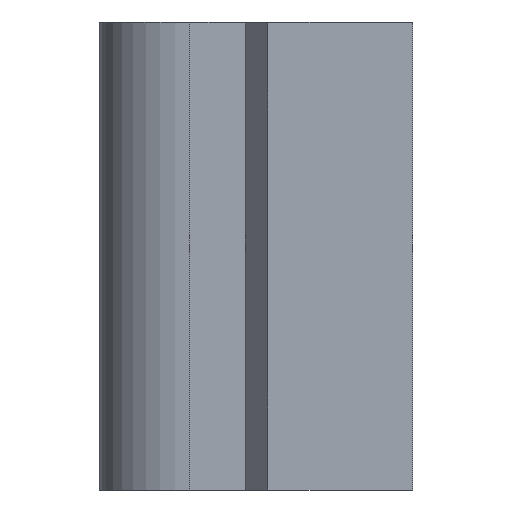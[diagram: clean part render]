
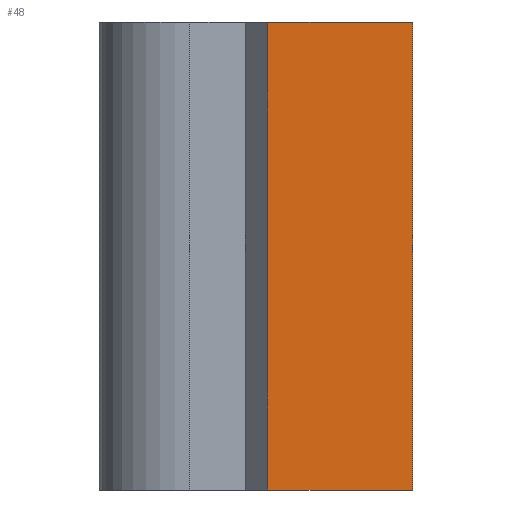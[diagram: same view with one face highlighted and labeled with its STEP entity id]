
A CAD part, left-side view. The second image highlights one B-rep face of the part: STEP entity #48.
In plain terms, the highlighted planar face has unit normal (-1, 0, 0).
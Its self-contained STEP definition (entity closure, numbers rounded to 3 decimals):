
#19 = EDGE_CURVE ( 'NONE', #103, #106, #2095, .T. ) ;
#37 = EDGE_CURVE ( 'NONE', #349, #321, #2034, .T. ) ;
#48 = ADVANCED_FACE ( 'NONE', ( #1989 ), #1988, .F. ) ;
#103 = VERTEX_POINT ( 'NONE', #1747 ) ;
#106 = VERTEX_POINT ( 'NONE', #1757 ) ;
#182 = EDGE_LOOP ( 'NONE', ( #1768, #1751, #1746, #1745 ) ) ;
#321 = VERTEX_POINT ( 'NONE', #1675 ) ;
#349 = VERTEX_POINT ( 'NONE', #1643 ) ;
#456 = AXIS2_PLACEMENT_3D ( 'NONE', #1996, #1986, #1985 ) ;
#477 = VECTOR ( 'NONE', #2024, 1000. ) ;
#496 = VECTOR ( 'NONE', #2081, 1000. ) ;
#699 = EDGE_CURVE ( 'NONE', #106, #349, #1082, .T. ) ;
#700 = EDGE_CURVE ( 'NONE', #321, #103, #1069, .T. ) ;
#857 = VECTOR ( 'NONE', #1058, 1000. ) ;
#946 = VECTOR ( 'NONE', #1072, 1000. ) ;
#1058 = DIRECTION ( 'NONE',  ( 0., 1., 0. ) ) ;
#1062 = CARTESIAN_POINT ( 'NONE',  ( 25.433, 30.903, 32.377 ) ) ;
#1069 = LINE ( 'NONE', #1062, #857 ) ;
#1072 = DIRECTION ( 'NONE',  ( 0., -1., 0. ) ) ;
#1075 = CARTESIAN_POINT ( 'NONE',  ( 25.433, 30.903, -9.623 ) ) ;
#1082 = LINE ( 'NONE', #1075, #946 ) ;
#1643 = CARTESIAN_POINT ( 'NONE',  ( 25.433, 30.903, -9.623 ) ) ;
#1675 = CARTESIAN_POINT ( 'NONE',  ( 25.433, 30.903, 32.377 ) ) ;
#1745 = ORIENTED_EDGE ( 'NONE', *, *, #19, .T. ) ;
#1746 = ORIENTED_EDGE ( 'NONE', *, *, #700, .T. ) ;
#1747 = CARTESIAN_POINT ( 'NONE',  ( 25.433, 43.903, 32.377 ) ) ;
#1751 = ORIENTED_EDGE ( 'NONE', *, *, #37, .T. ) ;
#1757 = CARTESIAN_POINT ( 'NONE',  ( 25.433, 43.903, -9.623 ) ) ;
#1768 = ORIENTED_EDGE ( 'NONE', *, *, #699, .T. ) ;
#1985 = DIRECTION ( 'NONE',  ( 0., 0., -1. ) ) ;
#1986 = DIRECTION ( 'NONE',  ( 1., 0., 0. ) ) ;
#1988 = PLANE ( 'NONE',  #456 ) ;
#1989 = FACE_OUTER_BOUND ( 'NONE', #182, .T. ) ;
#1996 = CARTESIAN_POINT ( 'NONE',  ( 25.433, 43.903, -9.623 ) ) ;
#2024 = DIRECTION ( 'NONE',  ( 0., 0., 1. ) ) ;
#2025 = CARTESIAN_POINT ( 'NONE',  ( 25.433, 30.903, -9.623 ) ) ;
#2034 = LINE ( 'NONE', #2025, #477 ) ;
#2081 = DIRECTION ( 'NONE',  ( 0., 0., -1. ) ) ;
#2085 = CARTESIAN_POINT ( 'NONE',  ( 25.433, 43.903, -9.623 ) ) ;
#2095 = LINE ( 'NONE', #2085, #496 ) ;
